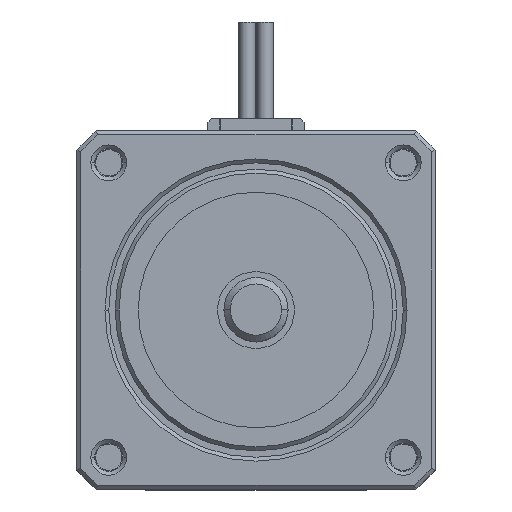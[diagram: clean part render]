
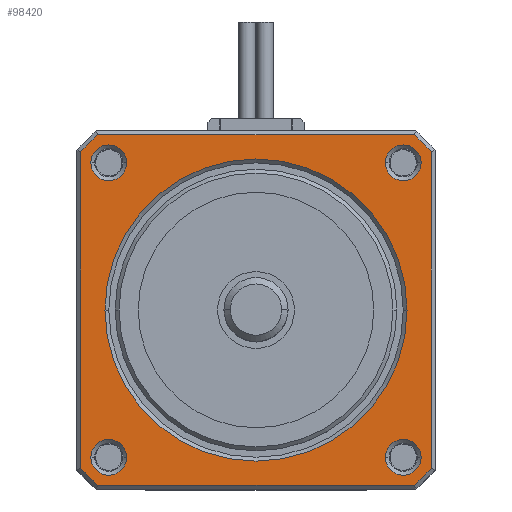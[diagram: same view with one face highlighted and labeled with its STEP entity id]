
A CAD part, top view. The second image highlights one B-rep face of the part: STEP entity #98420.
In plain terms, the highlighted planar face has unit normal (0, 0, 1).
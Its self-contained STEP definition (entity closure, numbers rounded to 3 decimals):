
#83730=CARTESIAN_POINT('',(-12.358,-13.7,0.3));
#83740=VERTEX_POINT('',#83730);
#83770=CARTESIAN_POINT('',(0.,-13.7,0.3));
#83780=DIRECTION('',(1.,0.,-0.));
#83790=VECTOR('',#83780,1.);
#83800=LINE('',#83770,#83790);
#83810=CARTESIAN_POINT('',(12.358,-13.7,0.3));
#83820=VERTEX_POINT('',#83810);
#83830=EDGE_CURVE('',#83740,#83820,#83800,.T.);
#84540=CARTESIAN_POINT('',(-13.7,12.358,0.3));
#84550=VERTEX_POINT('',#84540);
#84580=CARTESIAN_POINT('',(-13.7,0.,0.3));
#84590=DIRECTION('',(0.,-1.,0.));
#84600=VECTOR('',#84590,1.);
#84610=LINE('',#84580,#84600);
#84620=CARTESIAN_POINT('',(-13.7,-12.358,
0.3));
#84630=VERTEX_POINT('',#84620);
#84640=EDGE_CURVE('',#84550,#84630,#84610,.T.);
#85770=CARTESIAN_POINT('',(0.,0.,
0.3));
#85780=DIRECTION('',(-0.,-0.,1.));
#85790=DIRECTION('',(-1.,0.,-0.));
#85800=AXIS2_PLACEMENT_3D('',#85770,#85780,#85790);
#85810=CIRCLE('',#85800,18.45);
#85820=EDGE_CURVE('',#84630,#83740,#85810,.T.);
#91500=CARTESIAN_POINT('',(0.,0.,
0.3));
#91510=DIRECTION('',(-0.,-0.,1.));
#91520=DIRECTION('',(-1.,0.,-0.));
#91530=AXIS2_PLACEMENT_3D('',#91500,#91510,#91520);
#91540=CIRCLE('',#91530,18.45);
#91550=CARTESIAN_POINT('',(13.7,-12.358,0.3));
#91560=VERTEX_POINT('',#91550);
#91570=EDGE_CURVE('',#83820,#91560,#91540,.T.);
#91860=CARTESIAN_POINT('',(13.7,0.,0.3));
#91870=DIRECTION('',(0.,1.,-0.));
#91880=VECTOR('',#91870,1.);
#91890=LINE('',#91860,#91880);
#91900=CARTESIAN_POINT('',(13.7,12.358,0.3));
#91910=VERTEX_POINT('',#91900);
#91920=EDGE_CURVE('',#91560,#91910,#91890,.T.);
#93920=CARTESIAN_POINT('',(0.,0.,
0.3));
#93930=DIRECTION('',(-0.,-0.,1.));
#93940=DIRECTION('',(-1.,0.,-0.));
#93950=AXIS2_PLACEMENT_3D('',#93920,#93930,#93940);
#93960=CIRCLE('',#93950,18.45);
#93970=CARTESIAN_POINT('',(12.358,13.7,0.3));
#93980=VERTEX_POINT('',#93970);
#93990=EDGE_CURVE('',#91910,#93980,#93960,.T.);
#94590=CARTESIAN_POINT('',(0.,13.7,0.3));
#94600=DIRECTION('',(-1.,0.,0.));
#94610=VECTOR('',#94600,1.);
#94620=LINE('',#94590,#94610);
#94630=CARTESIAN_POINT('',(-12.358,13.7,
0.3));
#94640=VERTEX_POINT('',#94630);
#94650=EDGE_CURVE('',#93980,#94640,#94620,.T.);
#97380=CARTESIAN_POINT('',(-13.7,-13.7,0.3));
#97390=DIRECTION('',(0.,0.,1.));
#97400=DIRECTION('',(1.,0.,-0.));
#97410=AXIS2_PLACEMENT_3D('',#97380,#97390,#97400);
#97420=PLANE('',#97410);
#97430=ORIENTED_EDGE('',*,*,#85820,.T.);
#97440=ORIENTED_EDGE('',*,*,#84640,.T.);
#97450=CARTESIAN_POINT('',(0.,0.,
0.3));
#97460=DIRECTION('',(-0.,-0.,1.));
#97470=DIRECTION('',(-1.,0.,-0.));
#97480=AXIS2_PLACEMENT_3D('',#97450,#97460,#97470);
#97490=CIRCLE('',#97480,18.45);
#97500=EDGE_CURVE('',#94640,#84550,#97490,.T.);
#97510=ORIENTED_EDGE('',*,*,#97500,.T.);
#97520=ORIENTED_EDGE('',*,*,#94650,.T.);
#97530=ORIENTED_EDGE('',*,*,#93990,.T.);
#97540=ORIENTED_EDGE('',*,*,#91920,.T.);
#97550=ORIENTED_EDGE('',*,*,#91570,.T.);
#97560=ORIENTED_EDGE('',*,*,#83830,.T.);
#97570=EDGE_LOOP('',(#97560,#97550,#97540,#97530,#97520,#97510,#97440,
#97430));
#97580=FACE_OUTER_BOUND('',#97570,.T.);
#97590=CARTESIAN_POINT('',(11.5,11.5,0.3));
#97600=DIRECTION('',(-0.,-0.,-1.));
#97610=DIRECTION('',(1.,0.,0.));
#97620=AXIS2_PLACEMENT_3D('',#97590,#97600,#97610);
#97630=CIRCLE('',#97620,1.4);
#97640=CARTESIAN_POINT('',(12.9,11.5,0.3));
#97650=VERTEX_POINT('',#97640);
#97660=CARTESIAN_POINT('',(10.1,11.5,0.3));
#97670=VERTEX_POINT('',#97660);
#97680=EDGE_CURVE('',#97650,#97670,#97630,.T.);
#97690=ORIENTED_EDGE('',*,*,#97680,.T.);
#97700=EDGE_CURVE('',#97670,#97650,#97630,.T.);
#97710=ORIENTED_EDGE('',*,*,#97700,.T.);
#97720=EDGE_LOOP('',(#97710,#97690));
#97730=FACE_BOUND('',#97720,.T.);
#97740=CARTESIAN_POINT('',(-11.5,11.5,0.3));
#97750=DIRECTION('',(-0.,-0.,-1.));
#97760=DIRECTION('',(1.,0.,0.));
#97770=AXIS2_PLACEMENT_3D('',#97740,#97750,#97760);
#97780=CIRCLE('',#97770,1.4);
#97790=CARTESIAN_POINT('',(-10.1,11.5,0.3));
#97800=VERTEX_POINT('',#97790);
#97810=CARTESIAN_POINT('',(-12.9,11.5,0.3));
#97820=VERTEX_POINT('',#97810);
#97830=EDGE_CURVE('',#97800,#97820,#97780,.T.);
#97840=ORIENTED_EDGE('',*,*,#97830,.T.);
#97850=CARTESIAN_POINT('',(-11.5,12.9,0.3));
#97860=VERTEX_POINT('',#97850);
#97870=EDGE_CURVE('',#97860,#97800,#97780,.T.);
#97880=ORIENTED_EDGE('',*,*,#97870,.T.);
#97890=EDGE_CURVE('',#97820,#97860,#97780,.T.);
#97900=ORIENTED_EDGE('',*,*,#97890,.T.);
#97910=EDGE_LOOP('',(#97900,#97880,#97840));
#97920=FACE_BOUND('',#97910,.T.);
#97930=CARTESIAN_POINT('',(-11.5,-11.5,0.3));
#97940=DIRECTION('',(-0.,-0.,-1.));
#97950=DIRECTION('',(1.,0.,0.));
#97960=AXIS2_PLACEMENT_3D('',#97930,#97940,#97950);
#97970=CIRCLE('',#97960,1.4);
#97980=CARTESIAN_POINT('',(-12.9,-11.5,0.3));
#97990=VERTEX_POINT('',#97980);
#98000=CARTESIAN_POINT('',(-10.1,-11.5,0.3));
#98010=VERTEX_POINT('',#98000);
#98020=EDGE_CURVE('',#97990,#98010,#97970,.T.);
#98030=ORIENTED_EDGE('',*,*,#98020,.T.);
#98040=EDGE_CURVE('',#98010,#97990,#97970,.T.);
#98050=ORIENTED_EDGE('',*,*,#98040,.T.);
#98060=EDGE_LOOP('',(#98050,#98030));
#98070=FACE_BOUND('',#98060,.T.);
#98080=CARTESIAN_POINT('',(11.5,-11.5,0.3));
#98090=DIRECTION('',(-0.,-0.,-1.));
#98100=DIRECTION('',(1.,0.,0.));
#98110=AXIS2_PLACEMENT_3D('',#98080,#98090,#98100);
#98120=CIRCLE('',#98110,1.4);
#98130=CARTESIAN_POINT('',(10.1,-11.5,0.3));
#98140=VERTEX_POINT('',#98130);
#98150=CARTESIAN_POINT('',(12.9,-11.5,0.3));
#98160=VERTEX_POINT('',#98150);
#98170=EDGE_CURVE('',#98140,#98160,#98120,.T.);
#98180=ORIENTED_EDGE('',*,*,#98170,.T.);
#98190=CARTESIAN_POINT('',(11.5,-12.9,0.3));
#98200=VERTEX_POINT('',#98190);
#98210=EDGE_CURVE('',#98200,#98140,#98120,.T.);
#98220=ORIENTED_EDGE('',*,*,#98210,.T.);
#98230=EDGE_CURVE('',#98160,#98200,#98120,.T.);
#98240=ORIENTED_EDGE('',*,*,#98230,.T.);
#98250=EDGE_LOOP('',(#98240,#98220,#98180));
#98260=FACE_BOUND('',#98250,.T.);
#98270=CARTESIAN_POINT('',(0.,0.,
0.3));
#98280=DIRECTION('',(-0.,-0.,-1.));
#98290=DIRECTION('',(1.,0.,0.));
#98300=AXIS2_PLACEMENT_3D('',#98270,#98280,#98290);
#98310=CIRCLE('',#98300,11.8);
#98320=CARTESIAN_POINT('',(11.8,0.,0.3)
);
#98330=VERTEX_POINT('',#98320);
#98340=CARTESIAN_POINT('',(-11.8,0.,0.3));
#98350=VERTEX_POINT('',#98340);
#98360=EDGE_CURVE('',#98330,#98350,#98310,.T.);
#98370=ORIENTED_EDGE('',*,*,#98360,.T.);
#98380=EDGE_CURVE('',#98350,#98330,#98310,.T.);
#98390=ORIENTED_EDGE('',*,*,#98380,.T.);
#98400=EDGE_LOOP('',(#98390,#98370));
#98410=FACE_BOUND('',#98400,.T.);
#98420=ADVANCED_FACE('',(#97580,#97730,#97920,#98070,#98260,#98410),
#97420,.T.);
